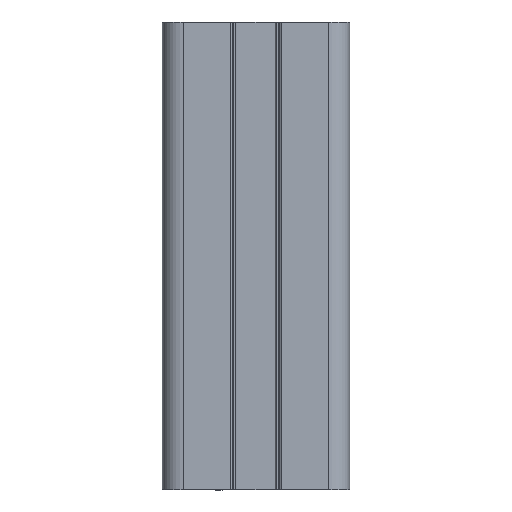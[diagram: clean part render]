
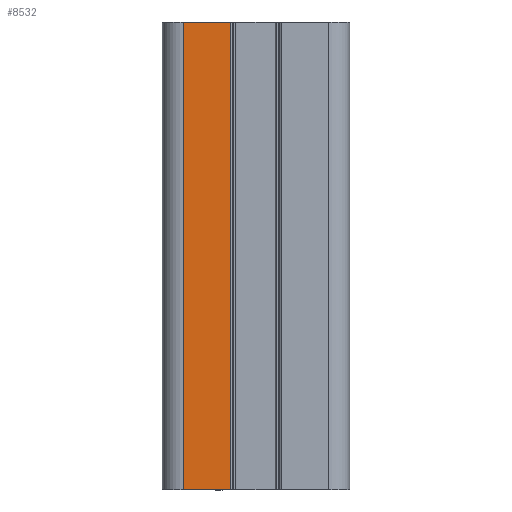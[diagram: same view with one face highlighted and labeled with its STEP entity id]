
A CAD part, left-side view. The second image highlights one B-rep face of the part: STEP entity #8532.
In plain terms, the highlighted planar face has unit normal (-1, 0, 0).
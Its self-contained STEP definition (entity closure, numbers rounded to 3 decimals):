
#317 = DIRECTION ( 'NONE',  ( 0., 0., -1. ) ) ;
#341 = LINE ( 'NONE', #1365, #7207 ) ;
#497 = VECTOR ( 'NONE', #7741, 1000. ) ;
#783 = VERTEX_POINT ( 'NONE', #3430 ) ;
#1365 = CARTESIAN_POINT ( 'NONE',  ( 6626.91, 3218.848, 100. ) ) ;
#2080 = PLANE ( 'NONE',  #10185 ) ;
#2098 = LINE ( 'NONE', #6156, #8975 ) ;
#2102 = EDGE_CURVE ( 'NONE', #7632, #783, #341, .T. ) ;
#2215 = ORIENTED_EDGE ( 'NONE', *, *, #8872, .T. ) ;
#2245 = DIRECTION ( 'NONE',  ( 0., -1., 0. ) ) ;
#2433 = DIRECTION ( 'NONE',  ( 0., 0., -1. ) ) ;
#3090 = FACE_OUTER_BOUND ( 'NONE', #6052, .T. ) ;
#3150 = LINE ( 'NONE', #8597, #497 ) ;
#3238 = LINE ( 'NONE', #6892, #10154 ) ;
#3430 = CARTESIAN_POINT ( 'NONE',  ( 6626.91, 3233.498, 100. ) ) ;
#3946 = EDGE_CURVE ( 'NONE', #4553, #7632, #3150, .T. ) ;
#4553 = VERTEX_POINT ( 'NONE', #8010 ) ;
#4645 = CARTESIAN_POINT ( 'NONE',  ( 6626.91, 3243.598, 100. ) ) ;
#5690 = DIRECTION ( 'NONE',  ( 1., 0., 0. ) ) ;
#6052 = EDGE_LOOP ( 'NONE', ( #11236, #9099, #11515, #2215 ) ) ;
#6156 = CARTESIAN_POINT ( 'NONE',  ( 6626.91, 3243.598, 0. ) ) ;
#6665 = VERTEX_POINT ( 'NONE', #11321 ) ;
#6892 = CARTESIAN_POINT ( 'NONE',  ( 6626.91, 3233.498, 100. ) ) ;
#7033 = DIRECTION ( 'NONE',  ( 0., -1., 0. ) ) ;
#7207 = VECTOR ( 'NONE', #2245, 1000. ) ;
#7337 = EDGE_CURVE ( 'NONE', #783, #6665, #3238, .T. ) ;
#7632 = VERTEX_POINT ( 'NONE', #4645 ) ;
#7741 = DIRECTION ( 'NONE',  ( 0., 0., 1. ) ) ;
#8010 = CARTESIAN_POINT ( 'NONE',  ( 6626.91, 3243.598, 0. ) ) ;
#8532 = ADVANCED_FACE ( 'NONE', ( #3090 ), #2080, .F. ) ;
#8597 = CARTESIAN_POINT ( 'NONE',  ( 6626.91, 3243.598, 100. ) ) ;
#8872 = EDGE_CURVE ( 'NONE', #4553, #6665, #2098, .T. ) ;
#8975 = VECTOR ( 'NONE', #7033, 1000. ) ;
#9099 = ORIENTED_EDGE ( 'NONE', *, *, #2102, .F. ) ;
#10154 = VECTOR ( 'NONE', #2433, 1000. ) ;
#10179 = CARTESIAN_POINT ( 'NONE',  ( 6626.91, 3243.598, 100. ) ) ;
#10185 = AXIS2_PLACEMENT_3D ( 'NONE', #10179, #5690, #317 ) ;
#11236 = ORIENTED_EDGE ( 'NONE', *, *, #7337, .F. ) ;
#11321 = CARTESIAN_POINT ( 'NONE',  ( 6626.91, 3233.498, 0. ) ) ;
#11515 = ORIENTED_EDGE ( 'NONE', *, *, #3946, .F. ) ;
